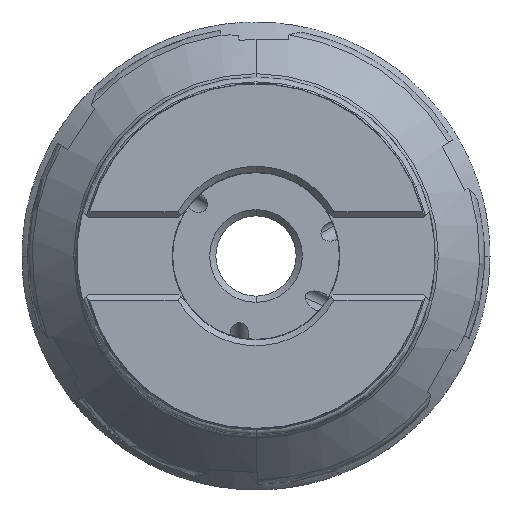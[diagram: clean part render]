
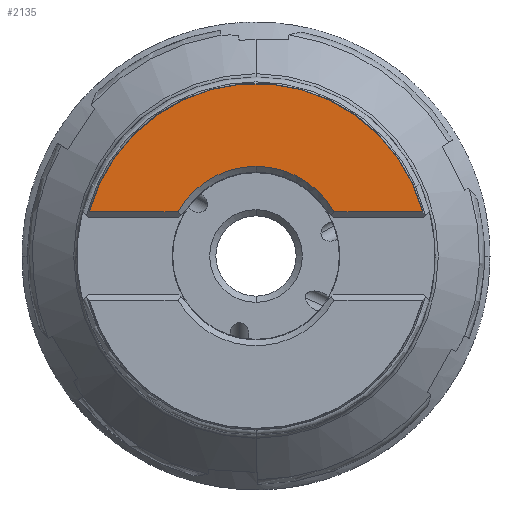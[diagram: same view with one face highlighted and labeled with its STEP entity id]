
A CAD part, left-side view. The second image highlights one B-rep face of the part: STEP entity #2135.
In plain terms, the highlighted planar face has unit normal (-1, 0, 0).
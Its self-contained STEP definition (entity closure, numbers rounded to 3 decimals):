
#43 = DIRECTION ( 'NONE',  ( 1., 0., 0. ) ) ;
#137 = VERTEX_POINT ( 'NONE', #3221 ) ;
#316 = DIRECTION ( 'NONE',  ( 0., 0., 1. ) ) ;
#405 = CIRCLE ( 'NONE', #5792, 27.922 ) ;
#408 = VERTEX_POINT ( 'NONE', #2312 ) ;
#476 = EDGE_CURVE ( 'NONE', #408, #1162, #2361, .T. ) ;
#550 = EDGE_CURVE ( 'NONE', #4313, #926, #5688, .T. ) ;
#810 = VECTOR ( 'NONE', #4276, 1000. ) ;
#851 = DIRECTION ( 'NONE',  ( 1., 0., 0. ) ) ;
#926 = VERTEX_POINT ( 'NONE', #5052 ) ;
#967 = CARTESIAN_POINT ( 'NONE',  ( -49., 0., 14.525 ) ) ;
#973 = EDGE_LOOP ( 'NONE', ( #2433, #2575, #4165, #1523, #3749 ) ) ;
#1162 = VERTEX_POINT ( 'NONE', #5344 ) ;
#1358 = EDGE_CURVE ( 'NONE', #408, #137, #405, .T. ) ;
#1523 = ORIENTED_EDGE ( 'NONE', *, *, #550, .T. ) ;
#1972 = CARTESIAN_POINT ( 'NONE',  ( -49., 0., 0. ) ) ;
#2135 = ADVANCED_FACE ( 'NONE', ( #4858 ), #4405, .T. ) ;
#2312 = CARTESIAN_POINT ( 'NONE',  ( -49., 26.978, 7.2 ) ) ;
#2313 = AXIS2_PLACEMENT_3D ( 'NONE', #1972, #5716, #5889 ) ;
#2361 = LINE ( 'NONE', #3851, #4789 ) ;
#2364 = DIRECTION ( 'NONE',  ( 1., 0., 0. ) ) ;
#2412 = AXIS2_PLACEMENT_3D ( 'NONE', #5534, #2364, #5006 ) ;
#2424 = CARTESIAN_POINT ( 'NONE',  ( -49., -27.092, 7.2 ) ) ;
#2433 = ORIENTED_EDGE ( 'NONE', *, *, #1358, .F. ) ;
#2575 = ORIENTED_EDGE ( 'NONE', *, *, #476, .T. ) ;
#2656 = DIRECTION ( 'NONE',  ( 0., -1., 0. ) ) ;
#2699 = AXIS2_PLACEMENT_3D ( 'NONE', #5498, #43, #2761 ) ;
#2761 = DIRECTION ( 'NONE',  ( 0., 0., 1. ) ) ;
#3221 = CARTESIAN_POINT ( 'NONE',  ( -49., -26.978, 7.2 ) ) ;
#3228 = LINE ( 'NONE', #2424, #810 ) ;
#3749 = ORIENTED_EDGE ( 'NONE', *, *, #4972, .T. ) ;
#3851 = CARTESIAN_POINT ( 'NONE',  ( -49., 13.135, 7.2 ) ) ;
#4165 = ORIENTED_EDGE ( 'NONE', *, *, #4273, .T. ) ;
#4273 = EDGE_CURVE ( 'NONE', #1162, #4313, #5098, .T. ) ;
#4276 = DIRECTION ( 'NONE',  ( 0., -1., 0. ) ) ;
#4313 = VERTEX_POINT ( 'NONE', #967 ) ;
#4405 = PLANE ( 'NONE',  #2313 ) ;
#4789 = VECTOR ( 'NONE', #2656, 1000. ) ;
#4858 = FACE_OUTER_BOUND ( 'NONE', #973, .T. ) ;
#4972 = EDGE_CURVE ( 'NONE', #926, #137, #3228, .T. ) ;
#5006 = DIRECTION ( 'NONE',  ( 0., 0., 1. ) ) ;
#5052 = CARTESIAN_POINT ( 'NONE',  ( -49., -12.615, 7.2 ) ) ;
#5098 = CIRCLE ( 'NONE', #2699, 14.525 ) ;
#5344 = CARTESIAN_POINT ( 'NONE',  ( -49., 12.615, 7.2 ) ) ;
#5487 = CARTESIAN_POINT ( 'NONE',  ( -49., 0., 0. ) ) ;
#5498 = CARTESIAN_POINT ( 'NONE',  ( -49., 0., 0. ) ) ;
#5534 = CARTESIAN_POINT ( 'NONE',  ( -49., 0., 0. ) ) ;
#5688 = CIRCLE ( 'NONE', #2412, 14.525 ) ;
#5716 = DIRECTION ( 'NONE',  ( -1., 0., 0. ) ) ;
#5792 = AXIS2_PLACEMENT_3D ( 'NONE', #5487, #851, #316 ) ;
#5889 = DIRECTION ( 'NONE',  ( 0., 0., 1. ) ) ;
